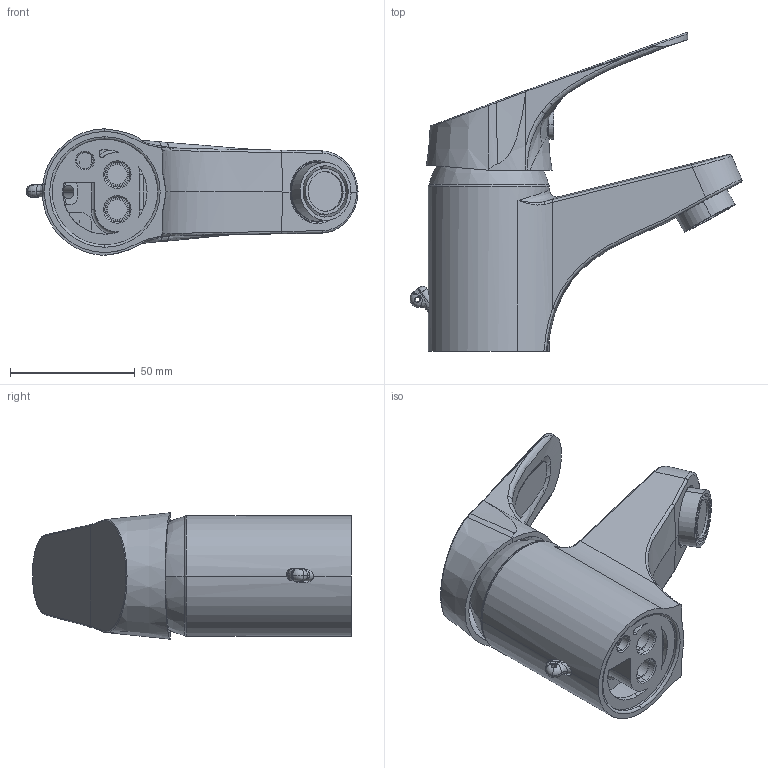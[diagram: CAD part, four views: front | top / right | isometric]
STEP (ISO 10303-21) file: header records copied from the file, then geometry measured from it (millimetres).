
FILE_DESCRIPTION (( 'STEP AP214' ), '1' );
FILE_NAME ('BLK.0023 3D.STEP', '2023-03-13T15:08:33', ( '' ), ( '' ), 'SwSTEP 2.0', 'SolidWorks 2022', '' );
FILE_SCHEMA (( 'AUTOMOTIVE_DESIGN' ));
Length unit declared in the file: millimetre
Products named in the file (9): DISTICO.STEP.STEP; VDA.STEP.STEP; ROSETA.STEP.STEP; BLK.0023.STEP; ASSEMBLY.STEP.STEP; MANIPULO.STEP.STEP; BLK.0023 3D; VATO LAVAT_RIO.STEP; Prelator 24x1.STEP
Assembly tree (8 placements, depth 4):
  BLK.0023 3D
    BLK.0023.STEP
      ASSEMBLY.STEP.STEP
        MANIPULO.STEP.STEP
        ROSETA.STEP.STEP
        DISTICO.STEP.STEP
        VDA.STEP.STEP
      VATO LAVAT_RIO.STEP
      Prelator 24x1.STEP
Bounding box: 133.13 x 127.85 x 50.73 mm (x, y, z)
Volume: 95233.6 mm3; surface area: 70167.2 mm2
Topology: 8 solids, 8 shells, 420 faces, 1051 edges, 639 vertices
Faces by surface type: cylinder 142, bspline 128, plane 90, cone 30, torus 25, sphere 5
Entity records: 24404 total; most frequent: CARTESIAN_POINT 15023, ORIENTED_EDGE 2062, DIRECTION 1593, EDGE_CURVE 1031, AXIS2_PLACEMENT_3D 658, VERTEX_POINT 639, EDGE_LOOP 456, FACE_OUTER_BOUND 420
